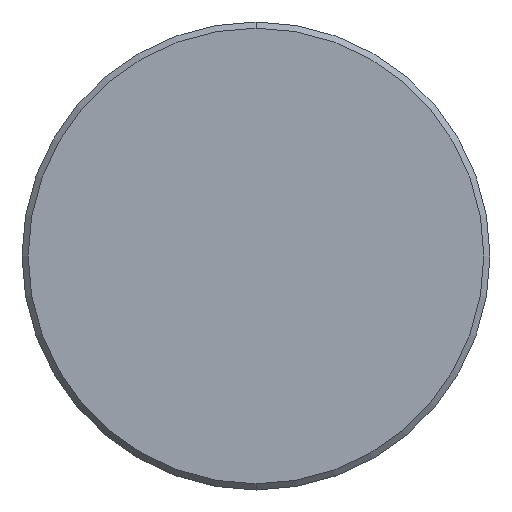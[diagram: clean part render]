
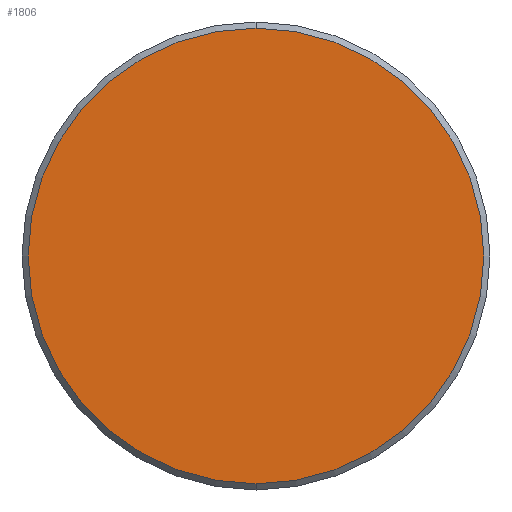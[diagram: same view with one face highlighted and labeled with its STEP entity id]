
A CAD part, left-side view. The second image highlights one B-rep face of the part: STEP entity #1806.
In plain terms, the highlighted planar face has unit normal (-1, 0, 0).
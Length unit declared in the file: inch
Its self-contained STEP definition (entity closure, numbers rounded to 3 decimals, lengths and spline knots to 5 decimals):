
#33 = ORIENTED_EDGE ( 'NONE', *, *, #668, .T. ) ;
#118 = AXIS2_PLACEMENT_3D ( 'NONE', #824, #1313, #1779 ) ;
#166 = VERTEX_POINT ( 'NONE', #620 ) ;
#584 = AXIS2_PLACEMENT_3D ( 'NONE', #730, #913, #1546 ) ;
#620 = CARTESIAN_POINT ( 'NONE',  ( 0.21561, 1.81534, 2.39999 ) ) ;
#663 = DIRECTION ( 'NONE',  ( 0., 0., 1. ) ) ;
#668 = EDGE_CURVE ( 'NONE', #166, #1176, #2043, .T. ) ;
#730 = CARTESIAN_POINT ( 'NONE',  ( 0.21561, 1.81534, 1.50199 ) ) ;
#765 = CIRCLE ( 'NONE', #584, 0.898 ) ;
#824 = CARTESIAN_POINT ( 'NONE',  ( 0.21561, 1.81534, 1.50199 ) ) ;
#847 = DIRECTION ( 'NONE',  ( -1., 0., 0. ) ) ;
#867 = CARTESIAN_POINT ( 'NONE',  ( 0.21561, 1.81534, 0.60399 ) ) ;
#913 = DIRECTION ( 'NONE',  ( -1., 0., 0. ) ) ;
#981 = EDGE_LOOP ( 'NONE', ( #1234, #33 ) ) ;
#1176 = VERTEX_POINT ( 'NONE', #867 ) ;
#1234 = ORIENTED_EDGE ( 'NONE', *, *, #1402, .T. ) ;
#1313 = DIRECTION ( 'NONE',  ( -1., 0., 0. ) ) ;
#1320 = AXIS2_PLACEMENT_3D ( 'NONE', #1802, #847, #663 ) ;
#1402 = EDGE_CURVE ( 'NONE', #1176, #166, #765, .T. ) ;
#1500 = PLANE ( 'NONE',  #1320 ) ;
#1546 = DIRECTION ( 'NONE',  ( 0., 0., 1. ) ) ;
#1779 = DIRECTION ( 'NONE',  ( 0., 0., 1. ) ) ;
#1802 = CARTESIAN_POINT ( 'NONE',  ( 0.21561, 2.74334, 1.50199 ) ) ;
#1806 = ADVANCED_FACE ( 'NONE', ( #1895 ), #1500, .T. ) ;
#1895 = FACE_OUTER_BOUND ( 'NONE', #981, .T. ) ;
#2043 = CIRCLE ( 'NONE', #118, 0.898 ) ;
